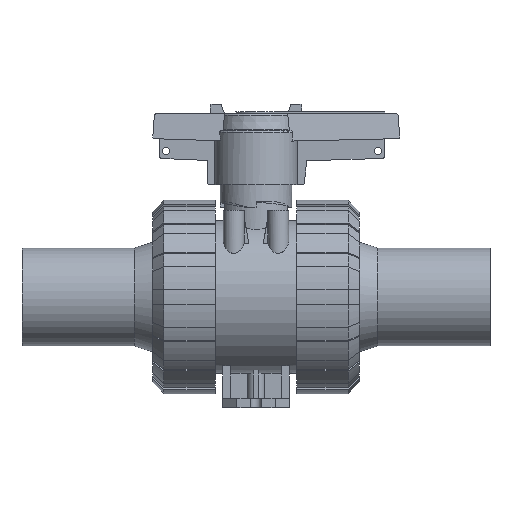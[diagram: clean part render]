
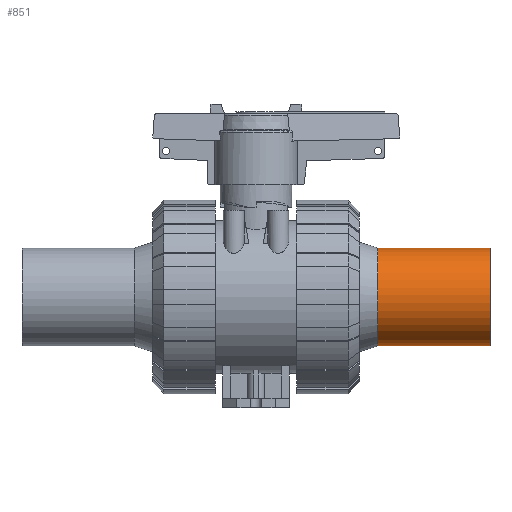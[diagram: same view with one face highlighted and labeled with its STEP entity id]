
A CAD part, front view. The second image highlights one B-rep face of the part: STEP entity #851.
In plain terms, the highlighted free-form (B-spline) face has degree [8, 1] with [9, 2] control points.
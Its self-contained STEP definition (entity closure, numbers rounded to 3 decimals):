
#851=ADVANCED_FACE('',(#1948),#1949,.T.);
#1948=FACE_OUTER_BOUND('',#3391,.T.);
#1949=B_SPLINE_SURFACE_WITH_KNOTS('',8,1,((#3392,#3393),(#3394,#3395),(#3396,#3397),(#3398,#3399),(#3400,#3401),(#3402,#3403),(#3404,#3405),(#3406,#3407),(#3408,#3409)),.UNSPECIFIED.,.F.,.F.,.F.,(9,9),(2,2),(-0.001,3.143),(-123.501,-37.499),.UNSPECIFIED.);
#3391=EDGE_LOOP('',(#5909,#5910,#5911,#5912));
#3392=CARTESIAN_POINT('',(179.251,0.037,47.5));
#3393=CARTESIAN_POINT('',(93.249,0.037,47.5));
#3394=CARTESIAN_POINT('',(179.251,-14.698,47.485));
#3395=CARTESIAN_POINT('',(93.249,-14.698,47.485));
#3396=CARTESIAN_POINT('',(179.251,-29.44,54.087));
#3397=CARTESIAN_POINT('',(93.249,-29.44,54.087));
#3398=CARTESIAN_POINT('',(179.251,-40.721,67.304));
#3399=CARTESIAN_POINT('',(93.249,-40.721,67.304));
#3400=CARTESIAN_POINT('',(179.251,-45.078,85.004));
#3401=CARTESIAN_POINT('',(93.249,-45.078,85.004));
#3402=CARTESIAN_POINT('',(179.251,-40.721,102.691));
#3403=CARTESIAN_POINT('',(93.249,-40.721,102.691));
#3404=CARTESIAN_POINT('',(179.251,-29.44,115.912));
#3405=CARTESIAN_POINT('',(93.249,-29.44,115.912));
#3406=CARTESIAN_POINT('',(179.251,-14.698,122.515));
#3407=CARTESIAN_POINT('',(93.249,-14.698,122.515));
#3408=CARTESIAN_POINT('',(179.251,0.037,122.5));
#3409=CARTESIAN_POINT('',(93.249,0.037,122.5));
#5909=ORIENTED_EDGE('',*,*,#9585,.F.);
#5910=ORIENTED_EDGE('',*,*,#9586,.F.);
#5911=ORIENTED_EDGE('',*,*,#9587,.F.);
#5912=ORIENTED_EDGE('',*,*,#9578,.T.);
#9578=EDGE_CURVE('',#11541,#11540,#11543,.T.);
#9585=EDGE_CURVE('',#11552,#11540,#11553,.T.);
#9586=EDGE_CURVE('',#11554,#11552,#11555,.T.);
#9587=EDGE_CURVE('',#11541,#11554,#11556,.T.);
#11540=VERTEX_POINT('',#14884);
#11541=VERTEX_POINT('',#14885);
#11543=B_SPLINE_CURVE_WITH_KNOTS('',8,(#14895,#14896,#14897,#14898,#14899,#14900,#14901,#14902,#14903),.UNSPECIFIED.,.F.,.F.,(9,9),(0.,0.117),.UNSPECIFIED.);
#11552=VERTEX_POINT('',#14936);
#11553=LINE('',#14937,#14938);
#11554=VERTEX_POINT('',#14939);
#11555=B_SPLINE_CURVE_WITH_KNOTS('',8,(#14940,#14941,#14942,#14943,#14944,#14945,#14946,#14947,#14948),.UNSPECIFIED.,.F.,.F.,(9,9),(0.,3.142),.UNSPECIFIED.);
#11556=LINE('',#14949,#14950);
#14884=CARTESIAN_POINT('',(179.25,0.,122.5));
#14885=CARTESIAN_POINT('',(179.25,0.,47.5));
#14895=CARTESIAN_POINT('',(179.25,0.,47.5));
#14896=CARTESIAN_POINT('',(179.25,-14.726,47.5));
#14897=CARTESIAN_POINT('',(179.25,-29.452,54.108));
#14898=CARTESIAN_POINT('',(179.25,-40.717,67.32));
#14899=CARTESIAN_POINT('',(179.25,-45.067,85.004));
#14900=CARTESIAN_POINT('',(179.25,-40.717,102.676));
#14901=CARTESIAN_POINT('',(179.25,-29.452,115.891));
#14902=CARTESIAN_POINT('',(179.25,-14.726,122.5));
#14903=CARTESIAN_POINT('',(179.25,0.,122.5));
#14936=CARTESIAN_POINT('',(93.25,0.,122.5));
#14937=CARTESIAN_POINT('',(136.25,0.,122.5));
#14938=VECTOR('',#19654,1000.0);
#14939=CARTESIAN_POINT('',(93.25,0.,47.5));
#14940=CARTESIAN_POINT('',(93.25,0.,47.5));
#14941=CARTESIAN_POINT('',(93.25,-14.726,47.5));
#14942=CARTESIAN_POINT('',(93.25,-29.452,54.108));
#14943=CARTESIAN_POINT('',(93.25,-40.717,67.32));
#14944=CARTESIAN_POINT('',(93.25,-45.067,85.004));
#14945=CARTESIAN_POINT('',(93.25,-40.717,102.676));
#14946=CARTESIAN_POINT('',(93.25,-29.452,115.891));
#14947=CARTESIAN_POINT('',(93.25,-14.726,122.5));
#14948=CARTESIAN_POINT('',(93.25,0.,122.5));
#14949=CARTESIAN_POINT('',(136.25,0.,47.5));
#14950=VECTOR('',#19655,1000.0);
#19654=DIRECTION('',(1.0,0.0,0.0));
#19655=DIRECTION('',(-1.0,0.0,0.0));
